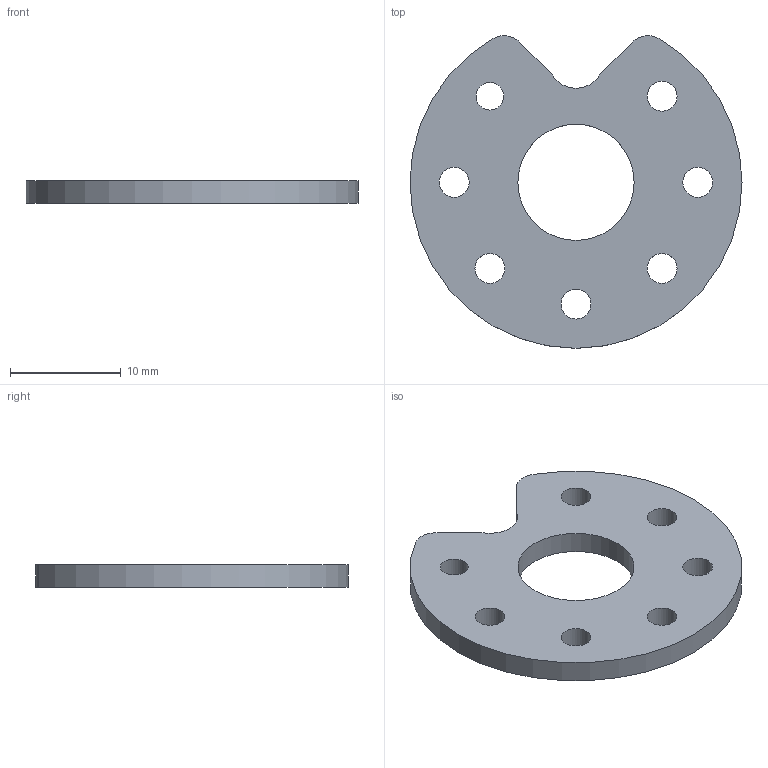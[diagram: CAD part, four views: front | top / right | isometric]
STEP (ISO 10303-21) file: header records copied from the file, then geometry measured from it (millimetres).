
FILE_DESCRIPTION(/* description */ (''),/* implementation_level */ '2;1');
FILE_NAME(/* name */ 'Pulley_middle.stp',/* time_stamp */ '2020-05-08T18:59:49+12:00',/* author */ ('Ajay Yadiki'),/* organization */ (''),/* preprocessor_version */ 'ST-DEVELOPER v18',/* originating_system */ 'Autodesk Inventor 2020',/* authorisation */ '');
FILE_SCHEMA (('AUTOMOTIVE_DESIGN { 1 0 10303 214 3 1 1 }'));
Length unit declared in the file: millimetre
Products named in the file (1): Pulley_middle
Bounding box: 30 x 28.26 x 2 mm (x, y, z)
Volume: 1065.9 mm3; surface area: 1443.9 mm2
Topology: 1 solids, 1 shells, 18 faces, 55 edges, 39 vertices
Faces by surface type: cylinder 14, plane 4
Full cylindrical faces by diameter (mm): 2.5 x1, 2.7 x6, 10.5 x1
Entity records: 723 total; most frequent: DIRECTION 128, CARTESIAN_POINT 113, ORIENTED_EDGE 110, EDGE_CURVE 55, AXIS2_PLACEMENT_3D 54, VERTEX_POINT 39, CIRCLE 35, EDGE_LOOP 34
